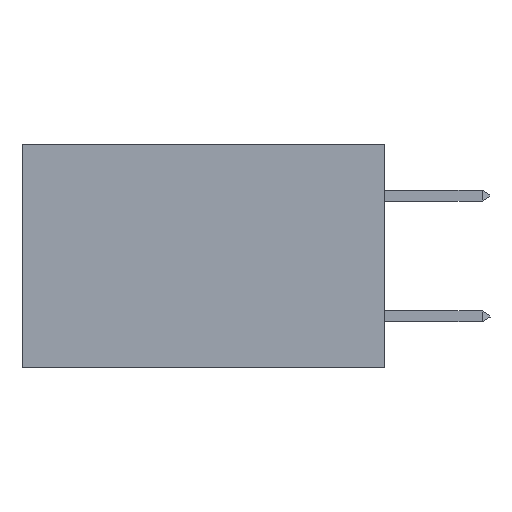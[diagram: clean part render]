
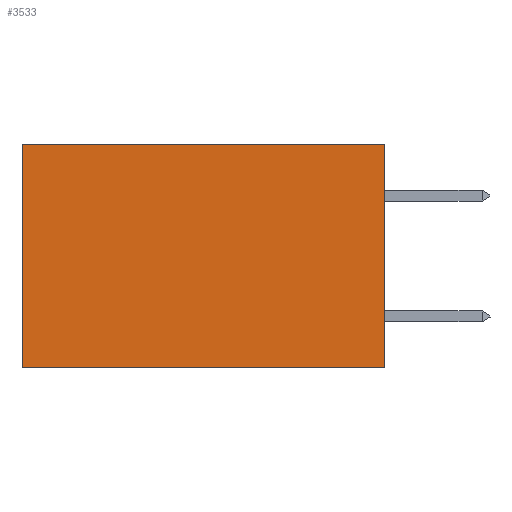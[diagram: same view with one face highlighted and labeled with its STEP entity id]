
A CAD part, left-side view. The second image highlights one B-rep face of the part: STEP entity #3533.
In plain terms, the highlighted planar face has unit normal (-1, 0, 0).
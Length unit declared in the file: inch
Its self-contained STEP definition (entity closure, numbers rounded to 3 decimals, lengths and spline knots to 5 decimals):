
#385 = AXIS2_PLACEMENT_3D ( 'NONE', #955, #10970, #2458 ) ;
#673 = LINE ( 'NONE', #2520, #15425 ) ;
#955 = CARTESIAN_POINT ( 'NONE',  ( 0.2875, 0., 0. ) ) ;
#982 = EDGE_CURVE ( 'NONE', #8923, #16139, #13547, .T. ) ;
#1984 = VECTOR ( 'NONE', #11781, 39.37008 ) ;
#2458 = DIRECTION ( 'NONE',  ( 0., 0., -1. ) ) ;
#2520 = CARTESIAN_POINT ( 'NONE',  ( 0.2875, 0.6, 0. ) ) ;
#2612 = CARTESIAN_POINT ( 'NONE',  ( 0.2875, 0.6, 0. ) ) ;
#3266 = EDGE_LOOP ( 'NONE', ( #6394, #7925, #5457, #14179 ) ) ;
#3533 = ADVANCED_FACE ( 'NONE', ( #13013 ), #9521, .F. ) ;
#3613 = EDGE_CURVE ( 'NONE', #6861, #16139, #673, .T. ) ;
#4298 = EDGE_CURVE ( 'NONE', #10670, #8923, #17873, .T. ) ;
#4590 = DIRECTION ( 'NONE',  ( 0., 1., 0. ) ) ;
#5457 = ORIENTED_EDGE ( 'NONE', *, *, #4298, .F. ) ;
#6394 = ORIENTED_EDGE ( 'NONE', *, *, #3613, .T. ) ;
#6861 = VERTEX_POINT ( 'NONE', #2612 ) ;
#7925 = ORIENTED_EDGE ( 'NONE', *, *, #982, .F. ) ;
#8192 = DIRECTION ( 'NONE',  ( 0., 0., -1. ) ) ;
#8318 = EDGE_CURVE ( 'NONE', #10670, #6861, #9145, .T. ) ;
#8923 = VERTEX_POINT ( 'NONE', #17595 ) ;
#9145 = LINE ( 'NONE', #17484, #16315 ) ;
#9521 = PLANE ( 'NONE',  #385 ) ;
#9717 = CARTESIAN_POINT ( 'NONE',  ( 0.2875, 0., -0.37 ) ) ;
#10670 = VERTEX_POINT ( 'NONE', #11081 ) ;
#10970 = DIRECTION ( 'NONE',  ( 1., 0., 0. ) ) ;
#11081 = CARTESIAN_POINT ( 'NONE',  ( 0.2875, 0., 0. ) ) ;
#11781 = DIRECTION ( 'NONE',  ( 0., 0., -1. ) ) ;
#13013 = FACE_OUTER_BOUND ( 'NONE', #3266, .T. ) ;
#13547 = LINE ( 'NONE', #9717, #14638 ) ;
#14179 = ORIENTED_EDGE ( 'NONE', *, *, #8318, .T. ) ;
#14638 = VECTOR ( 'NONE', #16840, 39.37008 ) ;
#15425 = VECTOR ( 'NONE', #8192, 39.37008 ) ;
#15654 = CARTESIAN_POINT ( 'NONE',  ( 0.2875, 0.6, -0.37 ) ) ;
#15894 = CARTESIAN_POINT ( 'NONE',  ( 0.2875, 0., 0. ) ) ;
#16139 = VERTEX_POINT ( 'NONE', #15654 ) ;
#16315 = VECTOR ( 'NONE', #4590, 39.37008 ) ;
#16840 = DIRECTION ( 'NONE',  ( 0., 1., 0. ) ) ;
#17484 = CARTESIAN_POINT ( 'NONE',  ( 0.2875, 0., 0. ) ) ;
#17595 = CARTESIAN_POINT ( 'NONE',  ( 0.2875, 0., -0.37 ) ) ;
#17873 = LINE ( 'NONE', #15894, #1984 ) ;
